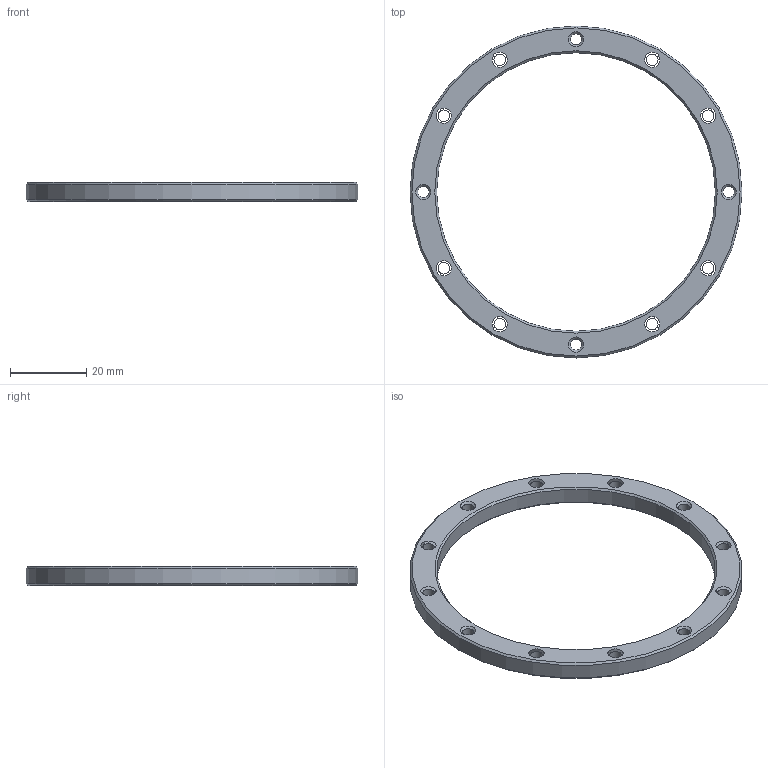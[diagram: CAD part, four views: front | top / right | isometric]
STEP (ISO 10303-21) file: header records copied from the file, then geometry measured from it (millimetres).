
FILE_DESCRIPTION(/* description */ (''),/* implementation_level */ '2;1');
FILE_NAME(/* name */ '',/* time_stamp */ '2025-03-13T19:48:32+03:00',/* author */ ('Edward_Higgins'),/* organization */ (''),/* preprocessor_version */ 'ST-DEVELOPER v20',/* originating_system */ 'Autodesk Inventor 2025',/* authorisation */ '');
FILE_SCHEMA (('AUTOMOTIVE_DESIGN { 1 0 10303 214 3 1 1 }'));
Length unit declared in the file: millimetre
Products named in the file (1): Фланец колеса
Bounding box: 87 x 87 x 5 mm (x, y, z)
Volume: 8215.3 mm3; surface area: 6074.8 mm2
Topology: 1 solids, 1 shells, 44 faces, 112 edges, 70 vertices
Faces by surface type: cone 28, cylinder 14, plane 2
Full cylindrical faces by diameter (mm): 3 x12, 73 x1, 87 x1
Entity records: 1449 total; most frequent: DIRECTION 272, CARTESIAN_POINT 227, ORIENTED_EDGE 224, AXIS2_PLACEMENT_3D 115, EDGE_CURVE 112, EDGE_LOOP 70, CIRCLE 70, VERTEX_POINT 70
